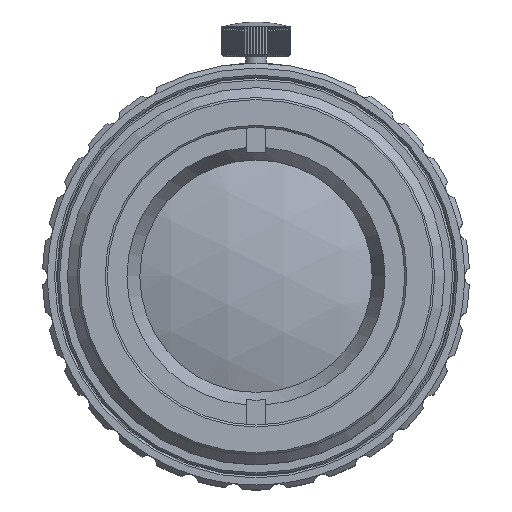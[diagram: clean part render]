
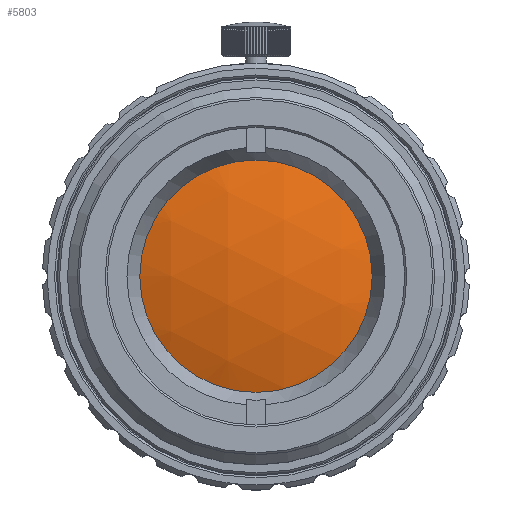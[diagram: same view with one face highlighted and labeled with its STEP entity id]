
A CAD part, top view. The second image highlights one B-rep face of the part: STEP entity #5803.
In plain terms, the highlighted spherical face has radius 37.88 mm.
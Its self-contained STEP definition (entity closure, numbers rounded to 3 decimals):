
#1380=SPHERICAL_SURFACE('',#19613,37.88);
#2178=FACE_OUTER_BOUND('',#8319,.T.);
#5803=ADVANCED_FACE('',(#2178),#1380,.T.);
#6693=CIRCLE('',#19612,14.);
#8319=EDGE_LOOP('',(#11711));
#11711=ORIENTED_EDGE('',*,*,#16915,.F.);
#14738=VERTEX_POINT('',#35423);
#16915=EDGE_CURVE('',#14738,#14738,#6693,.T.);
#19612=AXIS2_PLACEMENT_3D('',#35422,#22745,#22746);
#19613=AXIS2_PLACEMENT_3D('',#35424,#22747,#22748);
#22745=DIRECTION('',(0.,0.,1.));
#22746=DIRECTION('',(1.,0.,0.));
#22747=DIRECTION('',(1.,0.,0.));
#22748=DIRECTION('',(0.,-1.,0.));
#35422=CARTESIAN_POINT('',(0.,0.,
2.682));
#35423=CARTESIAN_POINT('',(14.,0.,2.682));
#35424=CARTESIAN_POINT('',(0.,0.,37.88));
